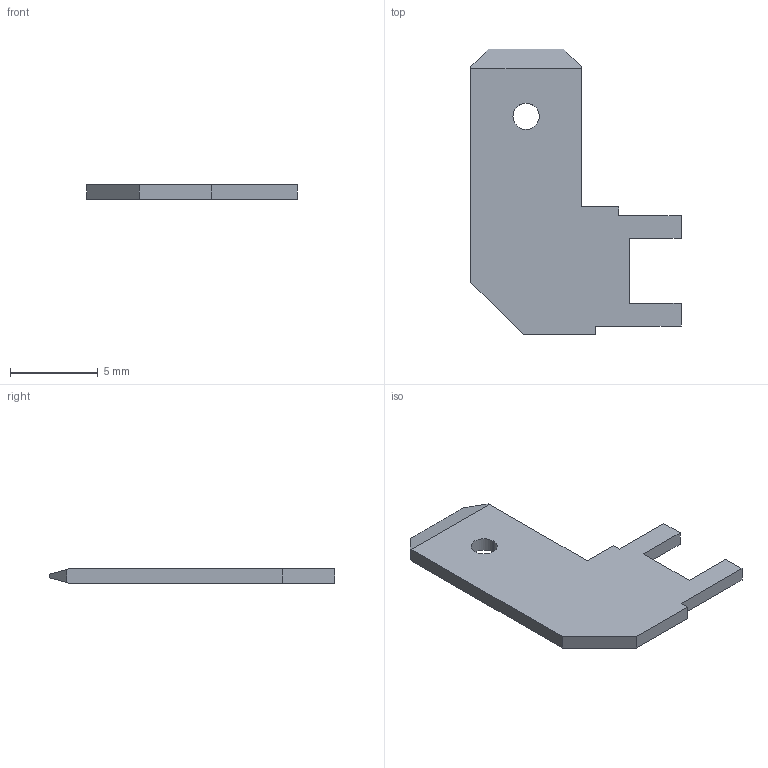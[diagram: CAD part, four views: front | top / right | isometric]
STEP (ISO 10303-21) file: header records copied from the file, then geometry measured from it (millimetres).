
FILE_DESCRIPTION (( 'STEP AP214' ), '1' );
FILE_NAME ('BAA4CF4B-A382-4D9B-A719-4B292088382A.STEP', '2025-11-08T20:21:09', ( '' ), ( '' ), 'SwSTEP 2.0', 'SolidWorks 2022', '' );
FILE_SCHEMA (( 'AUTOMOTIVE_DESIGN' ));
Length unit declared in the file: millimetre
Products named in the file (1): BAA4CF4B-A382-4D9B-A719-4B292088382A
Bounding box: 12 x 16.3 x 0.8 mm (x, y, z)
Volume: 95.8 mm3; surface area: 292.1 mm2
Topology: 1 solids, 1 shells, 23 faces, 63 edges, 42 vertices
Faces by surface type: plane 21, cylinder 2
Entity records: 759 total; most frequent: CARTESIAN_POINT 129, ORIENTED_EDGE 126, DIRECTION 115, EDGE_CURVE 63, VECTOR 59, LINE 59, VERTEX_POINT 42, AXIS2_PLACEMENT_3D 28
